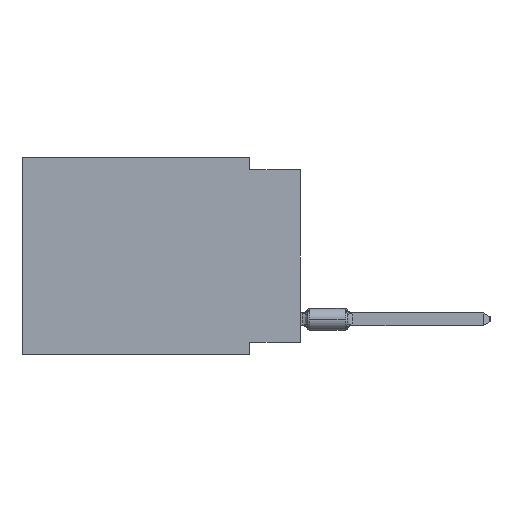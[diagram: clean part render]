
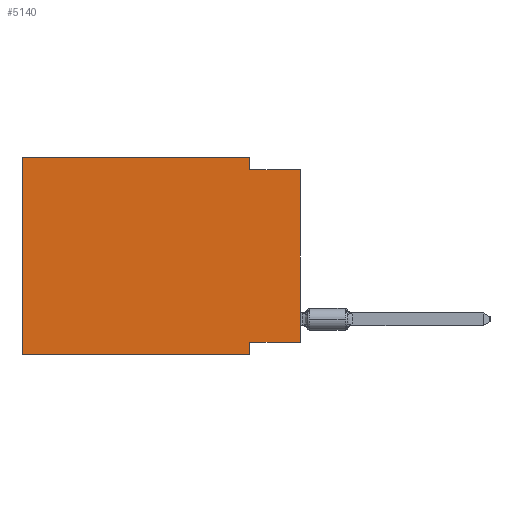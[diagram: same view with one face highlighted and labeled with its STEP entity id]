
A CAD part, left-side view. The second image highlights one B-rep face of the part: STEP entity #5140.
In plain terms, the highlighted planar face has unit normal (-1, 0, 0).
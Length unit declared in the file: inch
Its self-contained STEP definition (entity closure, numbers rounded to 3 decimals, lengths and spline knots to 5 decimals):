
#1215 = DIRECTION ( 'NONE',  ( 0., -1., 0. ) ) ;
#1872 = EDGE_LOOP ( 'NONE', ( #22569, #38438, #20907, #21489, #21623, #20006, #34993, #25386 ) ) ;
#2059 = DIRECTION ( 'NONE',  ( 0., 0., 1. ) ) ;
#2187 = VECTOR ( 'NONE', #37815, 39.37008 ) ;
#2898 = CARTESIAN_POINT ( 'NONE',  ( 0., 0.1, -0.025 ) ) ;
#3104 = EDGE_CURVE ( 'NONE', #5213, #37092, #35605, .T. ) ;
#4479 = FACE_OUTER_BOUND ( 'NONE', #1872, .T. ) ;
#4504 = VERTEX_POINT ( 'NONE', #7283 ) ;
#4733 = CARTESIAN_POINT ( 'NONE',  ( 0., 0.55, 0. ) ) ;
#5140 = ADVANCED_FACE ( 'NONE', ( #4479 ), #28455, .F. ) ;
#5213 = VERTEX_POINT ( 'NONE', #27631 ) ;
#6456 = VERTEX_POINT ( 'NONE', #25325 ) ;
#7007 = CARTESIAN_POINT ( 'NONE',  ( 0., 0.55, -0.39 ) ) ;
#7283 = CARTESIAN_POINT ( 'NONE',  ( 0., 0.55, -0.39 ) ) ;
#7953 = LINE ( 'NONE', #31922, #16563 ) ;
#8070 = EDGE_CURVE ( 'NONE', #4504, #13946, #36883, .T. ) ;
#10569 = DIRECTION ( 'NONE',  ( 0., 0., -1. ) ) ;
#13450 = VECTOR ( 'NONE', #22044, 39.37008 ) ;
#13946 = VERTEX_POINT ( 'NONE', #30367 ) ;
#15417 = VECTOR ( 'NONE', #16159, 39.37008 ) ;
#15430 = CARTESIAN_POINT ( 'NONE',  ( 0., 0.1, -0.39 ) ) ;
#15718 = EDGE_CURVE ( 'NONE', #37092, #36228, #21664, .T. ) ;
#16057 = VERTEX_POINT ( 'NONE', #29698 ) ;
#16073 = AXIS2_PLACEMENT_3D ( 'NONE', #25519, #37487, #10569 ) ;
#16159 = DIRECTION ( 'NONE',  ( 0., 1., 0. ) ) ;
#16545 = LINE ( 'NONE', #34227, #15417 ) ;
#16563 = VECTOR ( 'NONE', #2059, 39.37008 ) ;
#20006 = ORIENTED_EDGE ( 'NONE', *, *, #8070, .T. ) ;
#20719 = VECTOR ( 'NONE', #33483, 39.37008 ) ;
#20874 = EDGE_CURVE ( 'NONE', #28401, #36228, #7953, .T. ) ;
#20907 = ORIENTED_EDGE ( 'NONE', *, *, #3104, .F. ) ;
#21489 = ORIENTED_EDGE ( 'NONE', *, *, #31049, .F. ) ;
#21623 = ORIENTED_EDGE ( 'NONE', *, *, #35991, .F. ) ;
#21664 = LINE ( 'NONE', #30894, #13450 ) ;
#22044 = DIRECTION ( 'NONE',  ( 0., -1., 0. ) ) ;
#22140 = DIRECTION ( 'NONE',  ( 0., -1., 0. ) ) ;
#22569 = ORIENTED_EDGE ( 'NONE', *, *, #20874, .T. ) ;
#24207 = DIRECTION ( 'NONE',  ( 0., 0., -1. ) ) ;
#24654 = EDGE_CURVE ( 'NONE', #28401, #6456, #16545, .T. ) ;
#25325 = CARTESIAN_POINT ( 'NONE',  ( 0., 0.1, -0.365 ) ) ;
#25386 = ORIENTED_EDGE ( 'NONE', *, *, #24654, .F. ) ;
#25519 = CARTESIAN_POINT ( 'NONE',  ( 0., 0.55, 0. ) ) ;
#25529 = VECTOR ( 'NONE', #24207, 39.37008 ) ;
#27631 = CARTESIAN_POINT ( 'NONE',  ( 0., 0.1, 0. ) ) ;
#28015 = CARTESIAN_POINT ( 'NONE',  ( 0., 0.55, 0. ) ) ;
#28401 = VERTEX_POINT ( 'NONE', #30074 ) ;
#28455 = PLANE ( 'NONE',  #16073 ) ;
#29698 = CARTESIAN_POINT ( 'NONE',  ( 0., 0.55, 0. ) ) ;
#30074 = CARTESIAN_POINT ( 'NONE',  ( 0., 0., -0.365 ) ) ;
#30367 = CARTESIAN_POINT ( 'NONE',  ( 0., 0.1, -0.39 ) ) ;
#30894 = CARTESIAN_POINT ( 'NONE',  ( 0., 0., -0.025 ) ) ;
#31049 = EDGE_CURVE ( 'NONE', #16057, #5213, #37147, .T. ) ;
#31326 = LINE ( 'NONE', #15430, #20719 ) ;
#31738 = LINE ( 'NONE', #28015, #2187 ) ;
#31763 = EDGE_CURVE ( 'NONE', #6456, #13946, #31326, .T. ) ;
#31922 = CARTESIAN_POINT ( 'NONE',  ( 0., 0., 0. ) ) ;
#31932 = CARTESIAN_POINT ( 'NONE',  ( 0., 0., -0.025 ) ) ;
#31979 = VECTOR ( 'NONE', #22140, 39.37008 ) ;
#32458 = CARTESIAN_POINT ( 'NONE',  ( 0., 0.1, 0. ) ) ;
#33238 = VECTOR ( 'NONE', #1215, 39.37008 ) ;
#33483 = DIRECTION ( 'NONE',  ( 0., 0., -1. ) ) ;
#34227 = CARTESIAN_POINT ( 'NONE',  ( 0., 0., -0.365 ) ) ;
#34993 = ORIENTED_EDGE ( 'NONE', *, *, #31763, .F. ) ;
#35605 = LINE ( 'NONE', #32458, #25529 ) ;
#35991 = EDGE_CURVE ( 'NONE', #4504, #16057, #31738, .T. ) ;
#36228 = VERTEX_POINT ( 'NONE', #31932 ) ;
#36883 = LINE ( 'NONE', #7007, #31979 ) ;
#37092 = VERTEX_POINT ( 'NONE', #2898 ) ;
#37147 = LINE ( 'NONE', #4733, #33238 ) ;
#37487 = DIRECTION ( 'NONE',  ( 1., 0., 0. ) ) ;
#37815 = DIRECTION ( 'NONE',  ( 0., 0., 1. ) ) ;
#38438 = ORIENTED_EDGE ( 'NONE', *, *, #15718, .F. ) ;
